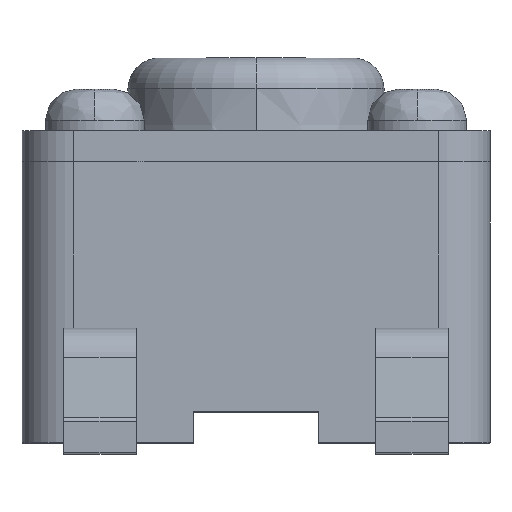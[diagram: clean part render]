
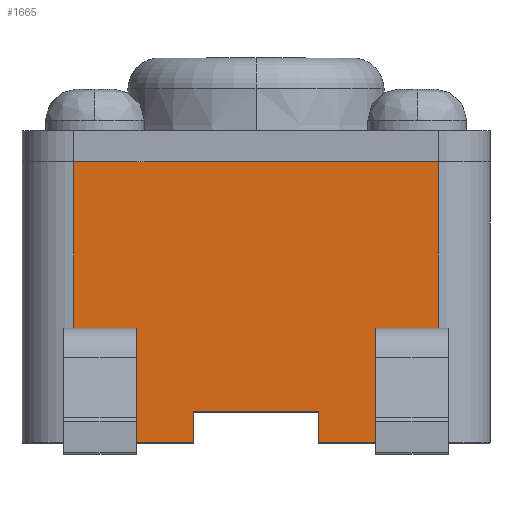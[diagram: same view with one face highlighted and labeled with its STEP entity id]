
A CAD part, top view. The second image highlights one B-rep face of the part: STEP entity #1665.
In plain terms, the highlighted planar face has unit normal (0, 0, 1).
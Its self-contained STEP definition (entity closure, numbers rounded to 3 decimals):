
#206 = LINE ( 'NONE', #3138, #1517 ) ;
#234 = EDGE_CURVE ( 'NONE', #1007, #1687, #5129, .T. ) ;
#241 = VECTOR ( 'NONE', #6934, 1000. ) ;
#342 = LINE ( 'NONE', #2100, #2679 ) ;
#405 = CARTESIAN_POINT ( 'NONE',  ( 0.6, 0.4, 2.25 ) ) ;
#520 = CARTESIAN_POINT ( 'NONE',  ( 0.6, 0.415, 2.25 ) ) ;
#733 = PLANE ( 'NONE',  #1914 ) ;
#735 = CARTESIAN_POINT ( 'NONE',  ( 0.66, 0.4, 2.25 ) ) ;
#809 = ORIENTED_EDGE ( 'NONE', *, *, #3499, .T. ) ;
#814 = VERTEX_POINT ( 'NONE', #1615 ) ;
#976 = EDGE_CURVE ( 'NONE', #6060, #3358, #6437, .T. ) ;
#989 = CARTESIAN_POINT ( 'NONE',  ( -1.75, 2.8, 2.25 ) ) ;
#1007 = VERTEX_POINT ( 'NONE', #5785 ) ;
#1046 = VECTOR ( 'NONE', #6278, 1000. ) ;
#1374 = CARTESIAN_POINT ( 'NONE',  ( -1.75, 2.8, 2.25 ) ) ;
#1517 = VECTOR ( 'NONE', #3678, 1000. ) ;
#1519 = VERTEX_POINT ( 'NONE', #405 ) ;
#1601 = DIRECTION ( 'NONE',  ( 1., 0., 0. ) ) ;
#1615 = CARTESIAN_POINT ( 'NONE',  ( 1.75, 2.8, 2.25 ) ) ;
#1620 = VECTOR ( 'NONE', #1601, 1000. ) ;
#1665 = ADVANCED_FACE ( 'NONE', ( #5708 ), #733, .F. ) ;
#1687 = VERTEX_POINT ( 'NONE', #3575 ) ;
#1857 = ORIENTED_EDGE ( 'NONE', *, *, #4874, .T. ) ;
#1880 = ORIENTED_EDGE ( 'NONE', *, *, #3911, .T. ) ;
#1914 = AXIS2_PLACEMENT_3D ( 'NONE', #6737, #4645, #6829 ) ;
#2043 = ORIENTED_EDGE ( 'NONE', *, *, #234, .T. ) ;
#2050 = DIRECTION ( 'NONE',  ( 0., -1., 0. ) ) ;
#2100 = CARTESIAN_POINT ( 'NONE',  ( -1.75, -0.05, 2.25 ) ) ;
#2374 = VECTOR ( 'NONE', #5582, 1000. ) ;
#2465 = ORIENTED_EDGE ( 'NONE', *, *, #3158, .F. ) ;
#2679 = VECTOR ( 'NONE', #2050, 1000. ) ;
#2897 = VECTOR ( 'NONE', #6287, 1000. ) ;
#3072 = CARTESIAN_POINT ( 'NONE',  ( -1.75, 0.1, 2.25 ) ) ;
#3088 = LINE ( 'NONE', #989, #1620 ) ;
#3138 = CARTESIAN_POINT ( 'NONE',  ( 1.75, -0.05, 2.25 ) ) ;
#3158 = EDGE_CURVE ( 'NONE', #4963, #814, #3088, .T. ) ;
#3162 = ORIENTED_EDGE ( 'NONE', *, *, #7011, .T. ) ;
#3358 = VERTEX_POINT ( 'NONE', #5512 ) ;
#3499 = EDGE_CURVE ( 'NONE', #6143, #6060, #4924, .T. ) ;
#3508 = CARTESIAN_POINT ( 'NONE',  ( -0.517, 0.1, 2.25 ) ) ;
#3575 = CARTESIAN_POINT ( 'NONE',  ( 1.75, 0.1, 2.25 ) ) ;
#3678 = DIRECTION ( 'NONE',  ( 0., 1., 0. ) ) ;
#3717 = EDGE_CURVE ( 'NONE', #1687, #814, #206, .T. ) ;
#3787 = DIRECTION ( 'NONE',  ( 0., -1., 0. ) ) ;
#3911 = EDGE_CURVE ( 'NONE', #3358, #1519, #4837, .T. ) ;
#4552 = EDGE_LOOP ( 'NONE', ( #2465, #3162, #809, #6430, #1880, #1857, #2043, #5664 ) ) ;
#4645 = DIRECTION ( 'NONE',  ( 0., 0., -1. ) ) ;
#4837 = LINE ( 'NONE', #735, #2374 ) ;
#4874 = EDGE_CURVE ( 'NONE', #1519, #1007, #6094, .T. ) ;
#4924 = LINE ( 'NONE', #3508, #2897 ) ;
#4963 = VERTEX_POINT ( 'NONE', #1374 ) ;
#5129 = LINE ( 'NONE', #5316, #241 ) ;
#5219 = CARTESIAN_POINT ( 'NONE',  ( -0.6, 0.085, 2.25 ) ) ;
#5316 = CARTESIAN_POINT ( 'NONE',  ( 2.333, 0.1, 2.25 ) ) ;
#5429 = VECTOR ( 'NONE', #3787, 1000. ) ;
#5512 = CARTESIAN_POINT ( 'NONE',  ( -0.6, 0.4, 2.25 ) ) ;
#5553 = CARTESIAN_POINT ( 'NONE',  ( -0.6, 0.1, 2.25 ) ) ;
#5582 = DIRECTION ( 'NONE',  ( 1., 0., 0. ) ) ;
#5664 = ORIENTED_EDGE ( 'NONE', *, *, #3717, .T. ) ;
#5708 = FACE_OUTER_BOUND ( 'NONE', #4552, .T. ) ;
#5785 = CARTESIAN_POINT ( 'NONE',  ( 0.6, 0.1, 2.25 ) ) ;
#6060 = VERTEX_POINT ( 'NONE', #5553 ) ;
#6094 = LINE ( 'NONE', #520, #5429 ) ;
#6143 = VERTEX_POINT ( 'NONE', #3072 ) ;
#6278 = DIRECTION ( 'NONE',  ( 0., 1., 0. ) ) ;
#6287 = DIRECTION ( 'NONE',  ( 1., 0., 0. ) ) ;
#6430 = ORIENTED_EDGE ( 'NONE', *, *, #976, .T. ) ;
#6437 = LINE ( 'NONE', #5219, #1046 ) ;
#6737 = CARTESIAN_POINT ( 'NONE',  ( -1.75, 3.1, 2.25 ) ) ;
#6829 = DIRECTION ( 'NONE',  ( -1., 0., 0. ) ) ;
#6934 = DIRECTION ( 'NONE',  ( 1., 0., 0. ) ) ;
#7011 = EDGE_CURVE ( 'NONE', #4963, #6143, #342, .T. ) ;
